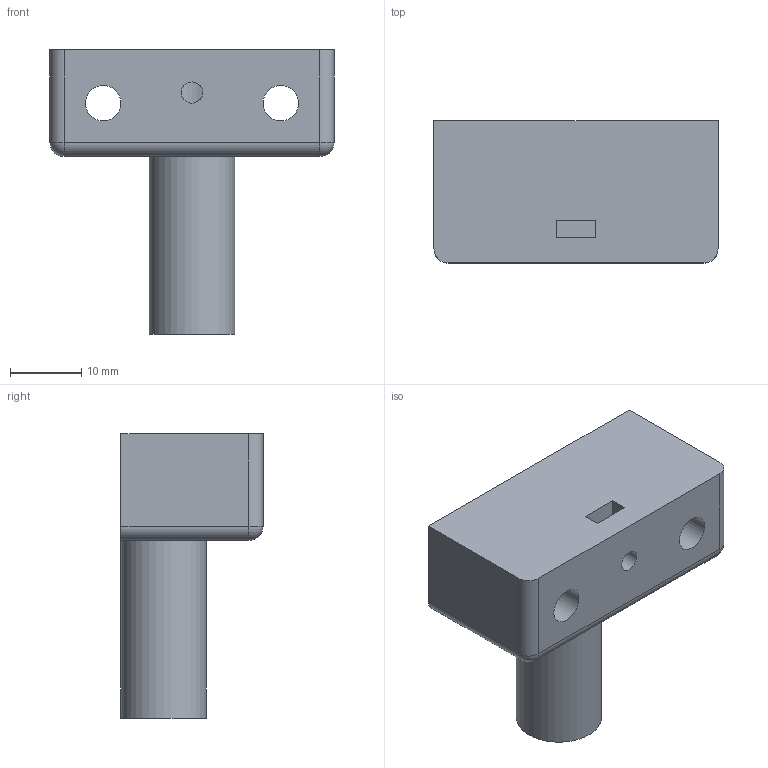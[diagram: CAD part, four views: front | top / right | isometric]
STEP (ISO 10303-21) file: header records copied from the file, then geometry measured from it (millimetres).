
FILE_DESCRIPTION(('FreeCAD Model'),'2;1');
FILE_NAME( 'upperZhold.step', '2015-03-25T11:45:05',('FreeCAD'),('FreeCAD'), 'Open CASCADE STEP processor 6.5','FreeCAD','Unknown');
FILE_SCHEMA(('AUTOMOTIVE_DESIGN_CC2 { 1 2 10303 214 -1 1 5 4 }'));
Length unit declared in the file: millimetre
Products named in the file (1): upperZhold
Bounding box: 40 x 20 x 40 mm (x, y, z)
Volume: 11854 mm3; surface area: 5950.9 mm2
Topology: 1 solids, 1 shells, 26 faces, 66 edges, 42 vertices
Faces by surface type: plane 13, cylinder 11, sphere 2
Full cylindrical faces by diameter (mm): 3 x2, 5 x2, 8 x1, 12 x1
Entity records: 2249 total; most frequent: CARTESIAN_POINT 901, DIRECTION 254, LINE 132, VECTOR 132, ORIENTED_EDGE 128, PCURVE 128, DEFINITIONAL_REPRESENTATION 128, EDGE_CURVE 64
